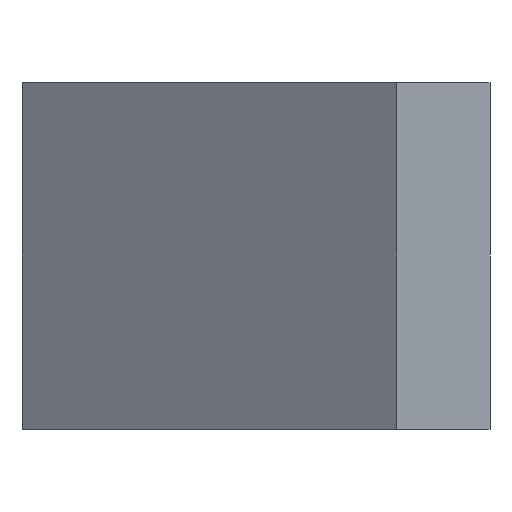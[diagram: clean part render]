
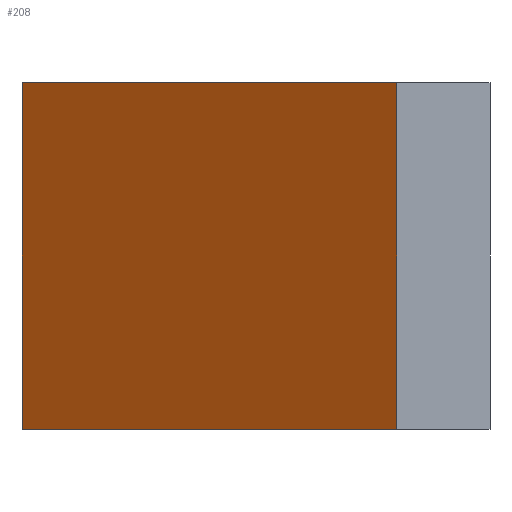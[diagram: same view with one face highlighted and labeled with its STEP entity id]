
A CAD part, left-side view. The second image highlights one B-rep face of the part: STEP entity #208.
In plain terms, the highlighted planar face has unit normal (-0.806, 0.592, 0).
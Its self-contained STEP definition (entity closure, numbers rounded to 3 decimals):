
#22=FACE_OUTER_BOUND('',#33,.T.);
#33=EDGE_LOOP('',(#166,#167,#168,#169));
#45=LINE('',#316,#72);
#57=LINE('',#339,#84);
#58=LINE('',#342,#85);
#59=LINE('',#343,#86);
#72=VECTOR('',#258,10.);
#84=VECTOR('',#280,10.);
#85=VECTOR('',#283,10.);
#86=VECTOR('',#284,10.);
#99=VERTEX_POINT('',#313);
#100=VERTEX_POINT('',#315);
#106=VERTEX_POINT('',#337);
#107=VERTEX_POINT('',#341);
#117=EDGE_CURVE('',#100,#99,#45,.T.);
#129=EDGE_CURVE('',#106,#99,#57,.T.);
#130=EDGE_CURVE('',#106,#107,#58,.T.);
#131=EDGE_CURVE('',#107,#100,#59,.T.);
#166=ORIENTED_EDGE('',*,*,#130,.T.);
#167=ORIENTED_EDGE('',*,*,#131,.T.);
#168=ORIENTED_EDGE('',*,*,#117,.T.);
#169=ORIENTED_EDGE('',*,*,#129,.F.);
#197=PLANE('',#242);
#208=ADVANCED_FACE('',(#22),#197,.T.);
#242=AXIS2_PLACEMENT_3D('',#340,#281,#282);
#258=DIRECTION('',(-0.592,-0.806,0.));
#280=DIRECTION('',(0.,0.,-1.));
#281=DIRECTION('center_axis',(-0.806,0.592,0.));
#282=DIRECTION('ref_axis',(0.,0.,1.));
#283=DIRECTION('',(0.592,0.806,0.));
#284=DIRECTION('',(0.,0.,-1.));
#313=CARTESIAN_POINT('',(-17.5,4.3,-8.));
#315=CARTESIAN_POINT('',(-4.8,21.6,-8.));
#316=CARTESIAN_POINT('',(-17.5,4.3,-8.));
#337=CARTESIAN_POINT('',(-17.5,4.3,8.));
#339=CARTESIAN_POINT('',(-17.5,4.3,0.));
#340=CARTESIAN_POINT('Origin',(-17.5,4.3,0.));
#341=CARTESIAN_POINT('',(-4.8,21.6,8.));
#342=CARTESIAN_POINT('',(-17.5,4.3,8.));
#343=CARTESIAN_POINT('',(-4.8,21.6,0.));
